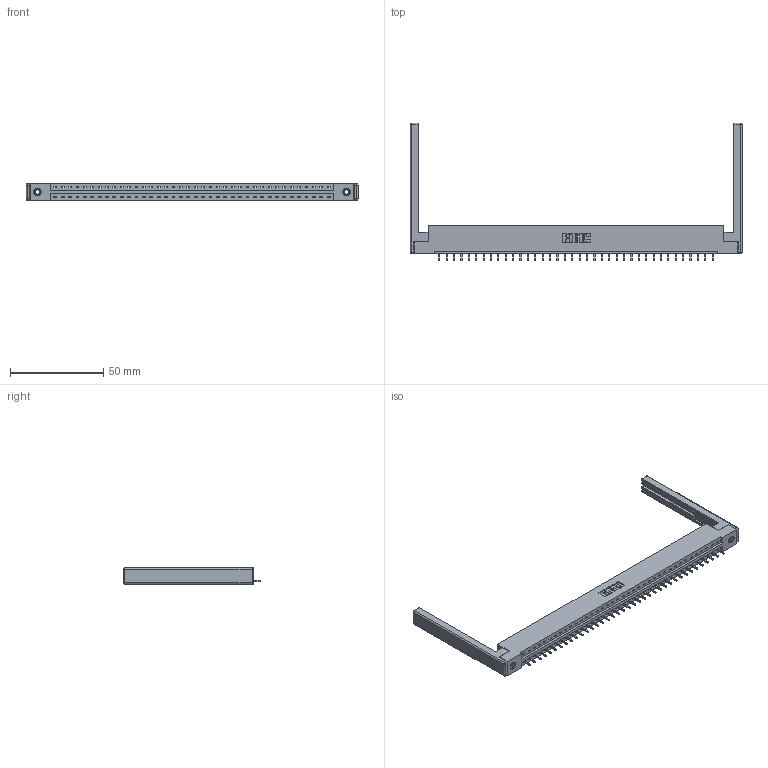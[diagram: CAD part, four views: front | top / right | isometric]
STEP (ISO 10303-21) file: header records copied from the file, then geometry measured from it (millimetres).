
FILE_DESCRIPTION (( 'STEP AP203' ), '1' );
FILE_NAME ('387-038-521-168.STEP', '2019-10-04T15:32:29', ( '' ), ( '' ), 'SwSTEP 2.0', 'SolidWorks 2016', '' );
FILE_SCHEMA (( 'CONFIG_CONTROL_DESIGN' ));
Length unit declared in the file: inch
Products named in the file (5): 345-250-001_345-250-001-102; 307-220-068; 345-292-001_345-293-121; 387-038-521-168; 337 Part_Flush Mounting Lugs - 0.156 Dia-TI
Assembly tree (43 placements, depth 2):
  387-038-521-168
    337 Part_Flush Mounting Lugs - 0.156 Dia-TI
    345-292-001_345-293-121  x38
    345-250-001_345-250-001-102  x2
    307-220-068  x2
Bounding box: 178 x 73.79 x 9.4 mm (x, y, z)
Volume: 22733.5 mm3; surface area: 22566.2 mm2
Topology: 43 solids, 43 shells, 2624 faces, 7845 edges, 5158 vertices
Faces by surface type: plane 1906, cylinder 694, cone 12, sphere 8, torus 4
Entity records: 31542 total; most frequent: CARTESIAN_POINT 5449, ORIENTED_EDGE 5412, DIRECTION 4668, EDGE_CURVE 2706, VECTOR 2528, LINE 2528, VERTEX_POINT 1794, AXIS2_PLACEMENT_3D 1070
